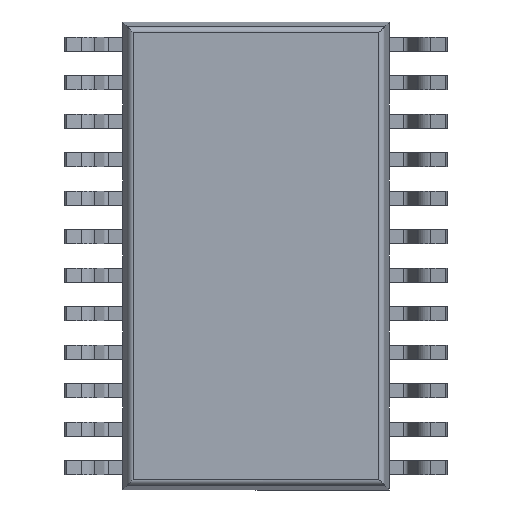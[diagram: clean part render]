
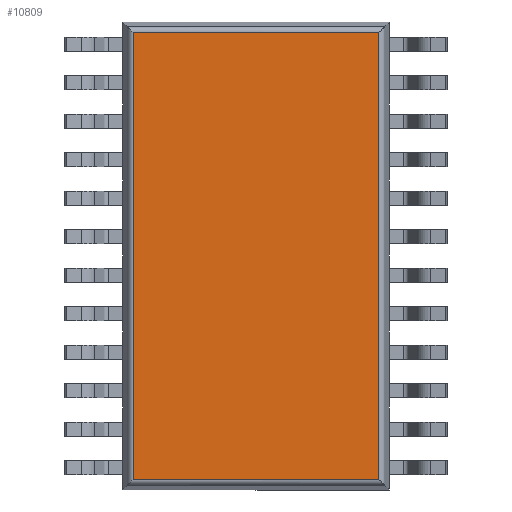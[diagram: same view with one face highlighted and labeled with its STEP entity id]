
A CAD part, front view. The second image highlights one B-rep face of the part: STEP entity #10809.
In plain terms, the highlighted planar face has unit normal (0, -1, 0).
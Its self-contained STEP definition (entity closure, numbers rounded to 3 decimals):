
#267 = CARTESIAN_POINT ( 'NONE',  ( -2.073, 0.15, -3.95 ) ) ;
#1520 = DIRECTION ( 'NONE',  ( 0., 0., -1. ) ) ;
#1595 = VERTEX_POINT ( 'NONE', #15424 ) ;
#2116 = VERTEX_POINT ( 'NONE', #10582 ) ;
#2761 = LINE ( 'NONE', #3507, #9084 ) ;
#3301 = EDGE_LOOP ( 'NONE', ( #15213, #11169, #6654, #15894 ) ) ;
#3355 = CARTESIAN_POINT ( 'NONE',  ( -2.25, 0.15, -3.773 ) ) ;
#3445 = CARTESIAN_POINT ( 'NONE',  ( -2.25, 0.15, 3.773 ) ) ;
#3507 = CARTESIAN_POINT ( 'NONE',  ( 2.073, 0.15, -3.95 ) ) ;
#3561 = EDGE_CURVE ( 'NONE', #9769, #1595, #2761, .T. ) ;
#4130 = DIRECTION ( 'NONE',  ( 0., -1., 0. ) ) ;
#4607 = VERTEX_POINT ( 'NONE', #12071 ) ;
#4769 = DIRECTION ( 'NONE',  ( 0., 0., 1. ) ) ;
#5186 = AXIS2_PLACEMENT_3D ( 'NONE', #11728, #4130, #12970 ) ;
#5349 = PLANE ( 'NONE',  #5186 ) ;
#6654 = ORIENTED_EDGE ( 'NONE', *, *, #3561, .T. ) ;
#7175 = VECTOR ( 'NONE', #10929, 1000. ) ;
#8159 = CARTESIAN_POINT ( 'NONE',  ( 2.073, 0.15, -3.773 ) ) ;
#8500 = DIRECTION ( 'NONE',  ( -1., 0., 0. ) ) ;
#9084 = VECTOR ( 'NONE', #4769, 1000. ) ;
#9373 = EDGE_CURVE ( 'NONE', #4607, #9769, #10550, .T. ) ;
#9518 = LINE ( 'NONE', #3445, #12488 ) ;
#9763 = LINE ( 'NONE', #267, #16034 ) ;
#9769 = VERTEX_POINT ( 'NONE', #8159 ) ;
#10550 = LINE ( 'NONE', #3355, #7175 ) ;
#10582 = CARTESIAN_POINT ( 'NONE',  ( -2.073, 0.15, 3.773 ) ) ;
#10809 = ADVANCED_FACE ( 'NONE', ( #13566 ), #5349, .T. ) ;
#10929 = DIRECTION ( 'NONE',  ( 1., 0., 0. ) ) ;
#11169 = ORIENTED_EDGE ( 'NONE', *, *, #9373, .T. ) ;
#11728 = CARTESIAN_POINT ( 'NONE',  ( -2.25, 0.15, -3.95 ) ) ;
#12071 = CARTESIAN_POINT ( 'NONE',  ( -2.073, 0.15, -3.773 ) ) ;
#12488 = VECTOR ( 'NONE', #8500, 1000. ) ;
#12970 = DIRECTION ( 'NONE',  ( 0., 0., -1. ) ) ;
#13086 = EDGE_CURVE ( 'NONE', #1595, #2116, #9518, .T. ) ;
#13566 = FACE_OUTER_BOUND ( 'NONE', #3301, .T. ) ;
#15213 = ORIENTED_EDGE ( 'NONE', *, *, #15369, .T. ) ;
#15369 = EDGE_CURVE ( 'NONE', #2116, #4607, #9763, .T. ) ;
#15424 = CARTESIAN_POINT ( 'NONE',  ( 2.073, 0.15, 3.773 ) ) ;
#15894 = ORIENTED_EDGE ( 'NONE', *, *, #13086, .T. ) ;
#16034 = VECTOR ( 'NONE', #1520, 1000. ) ;
